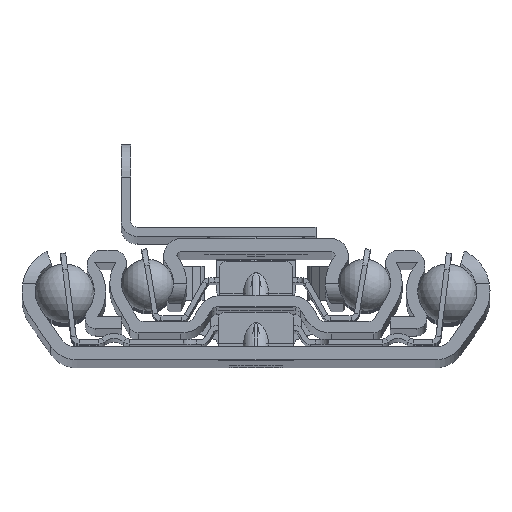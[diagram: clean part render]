
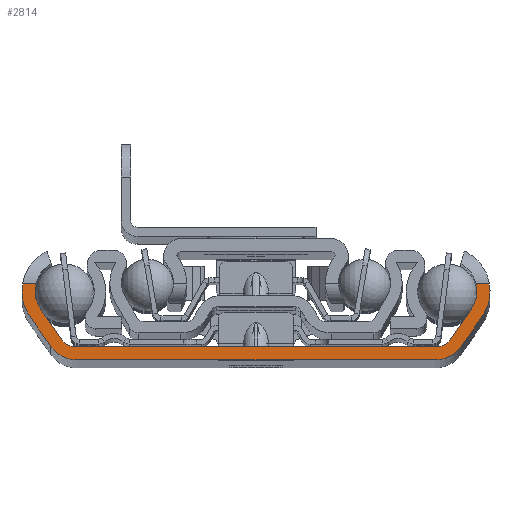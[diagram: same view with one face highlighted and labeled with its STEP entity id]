
A CAD part, top view. The second image highlights one B-rep face of the part: STEP entity #2814.
In plain terms, the highlighted planar face has unit normal (0, 0, 1).
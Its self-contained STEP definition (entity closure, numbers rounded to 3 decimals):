
#36=DIRECTION('',(-1.,0.,0.));
#37=VECTOR('',#36,2.014);
#38=CARTESIAN_POINT('',(-33.346,11.5,0.));
#39=LINE('',#38,#37);
#40=CARTESIAN_POINT('',(-28.725,10.4,0.));
#41=DIRECTION('',(0.,0.,-1.));
#42=DIRECTION('',(-0.819,-0.574,0.));
#43=AXIS2_PLACEMENT_3D('',#40,#41,#42);
#45=DIRECTION('',(-0.574,0.819,0.));
#46=VECTOR('',#45,5.757);
#47=CARTESIAN_POINT('',(-29.314,2.959,0.));
#48=LINE('',#47,#46);
#49=CARTESIAN_POINT('',(-27.471,4.25,0.));
#50=DIRECTION('',(0.,0.,-1.));
#51=DIRECTION('',(0.,-1.,0.));
#52=AXIS2_PLACEMENT_3D('',#49,#50,#51);
#54=DIRECTION('',(-1.,0.,0.));
#55=VECTOR('',#54,54.941);
#56=CARTESIAN_POINT('',(27.471,2.,0.));
#57=LINE('',#56,#55);
#58=CARTESIAN_POINT('',(27.471,4.25,0.));
#59=DIRECTION('',(0.,0.,-1.));
#60=DIRECTION('',(0.819,-0.574,0.));
#61=AXIS2_PLACEMENT_3D('',#58,#59,#60);
#63=DIRECTION('',(-0.574,-0.819,0.));
#64=VECTOR('',#63,5.757);
#65=CARTESIAN_POINT('',(32.616,7.676,0.));
#66=LINE('',#65,#64);
#67=CARTESIAN_POINT('',(28.725,10.4,0.));
#68=DIRECTION('',(0.,0.,-1.));
#69=DIRECTION('',(0.973,0.232,0.));
#70=AXIS2_PLACEMENT_3D('',#67,#68,#69);
#72=DIRECTION('',(-1.,0.,0.));
#73=VECTOR('',#72,2.014);
#74=CARTESIAN_POINT('',(35.359,11.5,0.));
#75=LINE('',#74,#73);
#76=CARTESIAN_POINT('',(28.725,10.4,0.));
#77=DIRECTION('',(0.,0.,1.));
#78=DIRECTION('',(0.819,-0.574,0.));
#79=AXIS2_PLACEMENT_3D('',#76,#77,#78);
#81=DIRECTION('',(0.574,0.819,0.));
#82=VECTOR('',#81,5.514);
#83=CARTESIAN_POINT('',(31.071,2.026,0.));
#84=LINE('',#83,#82);
#85=CARTESIAN_POINT('',(27.18,4.75,0.));
#86=DIRECTION('',(0.,0.,1.));
#87=DIRECTION('',(0.,-1.,0.));
#88=AXIS2_PLACEMENT_3D('',#85,#86,#87);
#90=DIRECTION('',(1.,0.,0.));
#91=VECTOR('',#90,54.36);
#92=CARTESIAN_POINT('',(-27.18,0.,0.));
#93=LINE('',#92,#91);
#94=CARTESIAN_POINT('',(-27.18,4.75,0.));
#95=DIRECTION('',(0.,0.,1.));
#96=DIRECTION('',(-0.819,-0.574,0.));
#97=AXIS2_PLACEMENT_3D('',#94,#95,#96);
#99=DIRECTION('',(0.574,-0.819,0.));
#100=VECTOR('',#99,5.514);
#101=CARTESIAN_POINT('',(-34.234,6.543,0.));
#102=LINE('',#101,#100);
#103=CARTESIAN_POINT('',(-28.725,10.4,0.));
#104=DIRECTION('',(0.,0.,1.));
#105=DIRECTION('',(-0.987,0.164,0.));
#106=AXIS2_PLACEMENT_3D('',#103,#104,#105);
#2333=CARTESIAN_POINT('',(-27.471,2.,0.));
#2334=CARTESIAN_POINT('',(-29.314,2.959,0.));
#2335=VERTEX_POINT('',#2333);
#2336=VERTEX_POINT('',#2334);
#2337=CARTESIAN_POINT('',(-32.616,7.676,0.));
#2338=VERTEX_POINT('',#2337);
#2339=CARTESIAN_POINT('',(-34.234,6.543,0.));
#2340=CARTESIAN_POINT('',(-31.071,2.026,0.));
#2341=VERTEX_POINT('',#2339);
#2342=VERTEX_POINT('',#2340);
#2343=CARTESIAN_POINT('',(-27.18,0.,0.));
#2344=VERTEX_POINT('',#2343);
#2345=CARTESIAN_POINT('',(27.18,0.,0.));
#2346=VERTEX_POINT('',#2345);
#2347=CARTESIAN_POINT('',(31.071,2.026,0.));
#2348=VERTEX_POINT('',#2347);
#2349=CARTESIAN_POINT('',(34.234,6.543,0.));
#2350=VERTEX_POINT('',#2349);
#2351=CARTESIAN_POINT('',(32.616,7.676,0.));
#2352=CARTESIAN_POINT('',(29.314,2.959,0.));
#2353=VERTEX_POINT('',#2351);
#2354=VERTEX_POINT('',#2352);
#2355=CARTESIAN_POINT('',(27.471,2.,0.));
#2356=VERTEX_POINT('',#2355);
#2389=CARTESIAN_POINT('',(-33.346,11.5,0.));
#2390=CARTESIAN_POINT('',(-35.359,11.5,0.));
#2391=VERTEX_POINT('',#2389);
#2392=VERTEX_POINT('',#2390);
#2393=CARTESIAN_POINT('',(35.359,11.5,0.));
#2394=CARTESIAN_POINT('',(33.346,11.5,0.));
#2395=VERTEX_POINT('',#2393);
#2396=VERTEX_POINT('',#2394);
#2775=CARTESIAN_POINT('',(0.,0.,0.));
#2776=DIRECTION('',(0.,0.,1.));
#2777=DIRECTION('',(1.,0.,0.));
#2778=AXIS2_PLACEMENT_3D('',#2775,#2776,#2777);
#2779=PLANE('',#2778);
#2781=ORIENTED_EDGE('',*,*,#2780,.F.);
#2783=ORIENTED_EDGE('',*,*,#2782,.F.);
#2785=ORIENTED_EDGE('',*,*,#2784,.F.);
#2787=ORIENTED_EDGE('',*,*,#2786,.F.);
#2789=ORIENTED_EDGE('',*,*,#2788,.F.);
#2791=ORIENTED_EDGE('',*,*,#2790,.F.);
#2793=ORIENTED_EDGE('',*,*,#2792,.F.);
#2795=ORIENTED_EDGE('',*,*,#2794,.F.);
#2797=ORIENTED_EDGE('',*,*,#2796,.F.);
#2799=ORIENTED_EDGE('',*,*,#2798,.F.);
#2801=ORIENTED_EDGE('',*,*,#2800,.F.);
#2803=ORIENTED_EDGE('',*,*,#2802,.F.);
#2805=ORIENTED_EDGE('',*,*,#2804,.F.);
#2807=ORIENTED_EDGE('',*,*,#2806,.F.);
#2809=ORIENTED_EDGE('',*,*,#2808,.F.);
#2811=ORIENTED_EDGE('',*,*,#2810,.F.);
#2812=EDGE_LOOP('',(#2781,#2783,#2785,#2787,#2789,#2791,#2793,#2795,#2797,#2799,
#2801,#2803,#2805,#2807,#2809,#2811));
#2813=FACE_OUTER_BOUND('',#2812,.F.);
#2814=ADVANCED_FACE('',(#2813),#2779,.T.);
#44=CIRCLE('',#43,4.75);
#53=CIRCLE('',#52,2.25);
#62=CIRCLE('',#61,2.25);
#71=CIRCLE('',#70,4.75);
#80=CIRCLE('',#79,6.725);
#89=CIRCLE('',#88,4.75);
#98=CIRCLE('',#97,4.75);
#107=CIRCLE('',#106,6.725);
#2780=EDGE_CURVE('',#2391,#2392,#39,.T.);
#2782=EDGE_CURVE('',#2338,#2391,#44,.T.);
#2784=EDGE_CURVE('',#2336,#2338,#48,.T.);
#2786=EDGE_CURVE('',#2335,#2336,#53,.T.);
#2788=EDGE_CURVE('',#2356,#2335,#57,.T.);
#2790=EDGE_CURVE('',#2354,#2356,#62,.T.);
#2792=EDGE_CURVE('',#2353,#2354,#66,.T.);
#2794=EDGE_CURVE('',#2396,#2353,#71,.T.);
#2796=EDGE_CURVE('',#2395,#2396,#75,.T.);
#2798=EDGE_CURVE('',#2350,#2395,#80,.T.);
#2800=EDGE_CURVE('',#2348,#2350,#84,.T.);
#2802=EDGE_CURVE('',#2346,#2348,#89,.T.);
#2804=EDGE_CURVE('',#2344,#2346,#93,.T.);
#2806=EDGE_CURVE('',#2342,#2344,#98,.T.);
#2808=EDGE_CURVE('',#2341,#2342,#102,.T.);
#2810=EDGE_CURVE('',#2392,#2341,#107,.T.);
